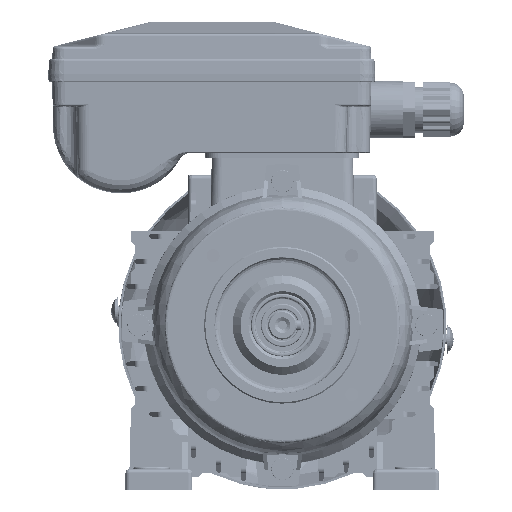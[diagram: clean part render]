
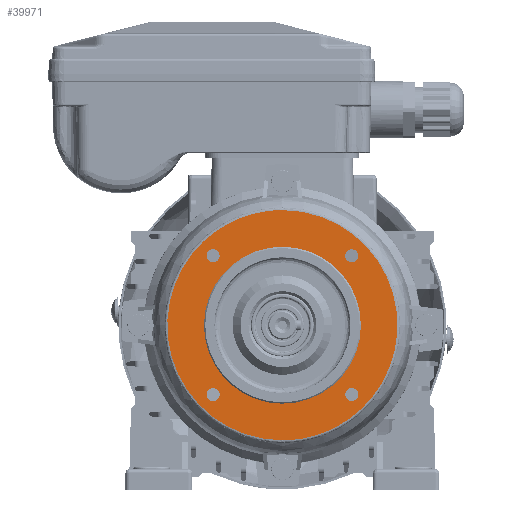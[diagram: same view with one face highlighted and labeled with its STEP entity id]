
A CAD part, front view. The second image highlights one B-rep face of the part: STEP entity #39971.
In plain terms, the highlighted planar face has unit normal (0, -1, 0).
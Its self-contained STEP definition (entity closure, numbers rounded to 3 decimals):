
#1359 = ORIENTED_EDGE ( 'NONE', *, *, #82206, .T. ) ;
#5239 = EDGE_CURVE ( 'NONE', #86507, #136461, #28839, .T. ) ;
#5844 = CARTESIAN_POINT ( 'NONE',  ( 0., -25., 44. ) ) ;
#6708 = CARTESIAN_POINT ( 'NONE',  ( 26.517, -25., 26.517 ) ) ;
#9175 = DIRECTION ( 'NONE',  ( 0., 0., 1. ) ) ;
#9751 = CARTESIAN_POINT ( 'NONE',  ( -26.517, -25., -26.517 ) ) ;
#18694 = EDGE_LOOP ( 'NONE', ( #57259, #136462 ) ) ;
#20926 = DIRECTION ( 'NONE',  ( 0., 1., 0. ) ) ;
#25375 = CARTESIAN_POINT ( 'NONE',  ( 26.517, -25., 29.017 ) ) ;
#28839 = CIRCLE ( 'NONE', #120049, 30. ) ;
#30362 = CIRCLE ( 'NONE', #113176, 2.5 ) ;
#32383 = CARTESIAN_POINT ( 'NONE',  ( 26.517, -25., -24.017 ) ) ;
#34581 = EDGE_CURVE ( 'NONE', #79183, #83365, #88303, .T. ) ;
#38684 = ORIENTED_EDGE ( 'NONE', *, *, #43813, .T. ) ;
#39971 = ADVANCED_FACE ( 'NONE', ( #72745, #150301, #157659, #51021, #160010, #118848 ), #186367, .F. ) ;
#43664 = CARTESIAN_POINT ( 'NONE',  ( 0., -25., 44. ) ) ;
#43813 = EDGE_CURVE ( 'NONE', #112378, #132307, #30362, .T. ) ;
#44235 = CIRCLE ( 'NONE', #107466, 2.5 ) ;
#44496 = CARTESIAN_POINT ( 'NONE',  ( 26.517, -25., 24.017 ) ) ;
#46573 = EDGE_CURVE ( 'NONE', #59559, #158169, #93984, .T. ) ;
#47016 = DIRECTION ( 'NONE',  ( 0., 1., 0. ) ) ;
#48453 = CIRCLE ( 'NONE', #103191, 2.5 ) ;
#48832 =( BOUNDED_CURVE ( )  B_SPLINE_CURVE ( 3, ( #43664, #168250, #167575, #75474 ),
 .UNSPECIFIED., .F., .F. ) 
 B_SPLINE_CURVE_WITH_KNOTS ( ( 4, 4 ),
 ( 0.5, 1. ),
 .UNSPECIFIED. ) 
 CURVE ( )  GEOMETRIC_REPRESENTATION_ITEM ( )  RATIONAL_B_SPLINE_CURVE ( ( 1., 0.333, 0.333, 1. ) ) 
 REPRESENTATION_ITEM ( '' )  );
#50409 = ORIENTED_EDGE ( 'NONE', *, *, #112420, .T. ) ;
#51021 = FACE_BOUND ( 'NONE', #120858, .T. ) ;
#52254 = DIRECTION ( 'NONE',  ( 0., 1., 0. ) ) ;
#52698 = DIRECTION ( 'NONE',  ( 0., 0., 1. ) ) ;
#54600 = EDGE_LOOP ( 'NONE', ( #102496, #50409 ) ) ;
#54815 = EDGE_CURVE ( 'NONE', #136461, #86507, #138353, .T. ) ;
#55914 = DIRECTION ( 'NONE',  ( 0., 1., 0. ) ) ;
#57259 = ORIENTED_EDGE ( 'NONE', *, *, #54815, .F. ) ;
#58595 = CARTESIAN_POINT ( 'NONE',  ( -26.517, -25., 26.517 ) ) ;
#59559 = VERTEX_POINT ( 'NONE', #147946 ) ;
#61812 = EDGE_CURVE ( 'NONE', #158169, #59559, #44235, .T. ) ;
#62535 = DIRECTION ( 'NONE',  ( 0., 0., 1. ) ) ;
#64022 = CARTESIAN_POINT ( 'NONE',  ( -26.517, -25., -29.017 ) ) ;
#64425 = CARTESIAN_POINT ( 'NONE',  ( -88., -25., -44. ) ) ;
#66168 = DIRECTION ( 'NONE',  ( 0., -1., 0. ) ) ;
#66584 = CARTESIAN_POINT ( 'NONE',  ( 0., -25., -30. ) ) ;
#66783 = CARTESIAN_POINT ( 'NONE',  ( 0., -25., 30. ) ) ;
#66989 = CIRCLE ( 'NONE', #163952, 2.5 ) ;
#71558 = CARTESIAN_POINT ( 'NONE',  ( 26.517, -25., 26.517 ) ) ;
#71797 = EDGE_CURVE ( 'NONE', #132307, #112378, #48453, .T. ) ;
#72745 = FACE_BOUND ( 'NONE', #175608, .T. ) ;
#75474 = CARTESIAN_POINT ( 'NONE',  ( 0., -25., -44. ) ) ;
#76084 = CARTESIAN_POINT ( 'NONE',  ( -26.517, -25., 24.017 ) ) ;
#79183 = VERTEX_POINT ( 'NONE', #148102 ) ;
#81087 = DIRECTION ( 'NONE',  ( 0., 1., 0. ) ) ;
#81124 = DIRECTION ( 'NONE',  ( 0., 0., -1. ) ) ;
#82206 = EDGE_CURVE ( 'NONE', #157349, #115759, #102658, .T. ) ;
#82984 = EDGE_LOOP ( 'NONE', ( #101161, #179305 ) ) ;
#83365 = VERTEX_POINT ( 'NONE', #64022 ) ;
#84137 = AXIS2_PLACEMENT_3D ( 'NONE', #107365, #47016, #62535 ) ;
#85199 = EDGE_CURVE ( 'NONE', #115759, #157349, #111417, .T. ) ;
#86507 = VERTEX_POINT ( 'NONE', #66783 ) ;
#88303 = CIRCLE ( 'NONE', #191699, 2.5 ) ;
#89706 = EDGE_CURVE ( 'NONE', #131609, #199582, #48832, .T. ) ;
#93984 = CIRCLE ( 'NONE', #156168, 2.5 ) ;
#95289 = CARTESIAN_POINT ( 'NONE',  ( 0., -25., -44. ) ) ;
#96619 = ORIENTED_EDGE ( 'NONE', *, *, #46573, .T. ) ;
#98059 = ORIENTED_EDGE ( 'NONE', *, *, #61812, .T. ) ;
#98478 = AXIS2_PLACEMENT_3D ( 'NONE', #127163, #81087, #128500 ) ;
#99655 = DIRECTION ( 'NONE',  ( 0., 0., 1. ) ) ;
#101161 = ORIENTED_EDGE ( 'NONE', *, *, #108649, .F. ) ;
#102496 = ORIENTED_EDGE ( 'NONE', *, *, #34581, .T. ) ;
#102658 = CIRCLE ( 'NONE', #147377, 2.5 ) ;
#103191 = AXIS2_PLACEMENT_3D ( 'NONE', #6708, #52254, #99655 ) ;
#103357 = DIRECTION ( 'NONE',  ( 0., 0., 1. ) ) ;
#103671 = DIRECTION ( 'NONE',  ( 0., 1., 0. ) ) ;
#105795 = CARTESIAN_POINT ( 'NONE',  ( -26.517, -25., 29.017 ) ) ;
#106519 = CARTESIAN_POINT ( 'NONE',  ( 0., -25., 44. ) ) ;
#107168 =( BOUNDED_CURVE ( )  B_SPLINE_CURVE ( 3, ( #142353, #64425, #199073, #106519 ),
 .UNSPECIFIED., .F., .T. ) 
 B_SPLINE_CURVE_WITH_KNOTS ( ( 4, 4 ),
 ( 0., 0.5 ),
 .UNSPECIFIED. ) 
 CURVE ( )  GEOMETRIC_REPRESENTATION_ITEM ( )  RATIONAL_B_SPLINE_CURVE ( ( 1., 0.333, 0.333, 1. ) ) 
 REPRESENTATION_ITEM ( '' )  );
#107365 = CARTESIAN_POINT ( 'NONE',  ( -44., -25., 0. ) ) ;
#107466 = AXIS2_PLACEMENT_3D ( 'NONE', #137498, #103671, #120582 ) ;
#108649 = EDGE_CURVE ( 'NONE', #199582, #131609, #107168, .T. ) ;
#110179 = DIRECTION ( 'NONE',  ( 0., 0., -1. ) ) ;
#111417 = CIRCLE ( 'NONE', #98478, 2.5 ) ;
#112150 = CARTESIAN_POINT ( 'NONE',  ( 0., -25., 0. ) ) ;
#112378 = VERTEX_POINT ( 'NONE', #25375 ) ;
#112420 = EDGE_CURVE ( 'NONE', #83365, #79183, #66989, .T. ) ;
#113176 = AXIS2_PLACEMENT_3D ( 'NONE', #71558, #179845, #9175 ) ;
#113820 = CARTESIAN_POINT ( 'NONE',  ( 26.517, -25., -26.517 ) ) ;
#114336 = CARTESIAN_POINT ( 'NONE',  ( -26.517, -25., -26.517 ) ) ;
#115759 = VERTEX_POINT ( 'NONE', #105795 ) ;
#118848 = FACE_BOUND ( 'NONE', #18694, .T. ) ;
#120049 = AXIS2_PLACEMENT_3D ( 'NONE', #158295, #66168, #81124 ) ;
#120582 = DIRECTION ( 'NONE',  ( 0., 0., 1. ) ) ;
#120858 = EDGE_LOOP ( 'NONE', ( #98059, #96619 ) ) ;
#127163 = CARTESIAN_POINT ( 'NONE',  ( -26.517, -25., 26.517 ) ) ;
#128500 = DIRECTION ( 'NONE',  ( 0., 0., 1. ) ) ;
#129390 = DIRECTION ( 'NONE',  ( 0., 0., 1. ) ) ;
#129917 = DIRECTION ( 'NONE',  ( 0., 1., 0. ) ) ;
#131609 = VERTEX_POINT ( 'NONE', #5844 ) ;
#132307 = VERTEX_POINT ( 'NONE', #44496 ) ;
#136462 = ORIENTED_EDGE ( 'NONE', *, *, #5239, .F. ) ;
#136461 = VERTEX_POINT ( 'NONE', #66584 ) ;
#136621 = ORIENTED_EDGE ( 'NONE', *, *, #85199, .T. ) ;
#137498 = CARTESIAN_POINT ( 'NONE',  ( 26.517, -25., -26.517 ) ) ;
#138353 = CIRCLE ( 'NONE', #158317, 30. ) ;
#142353 = CARTESIAN_POINT ( 'NONE',  ( 0., -25., -44. ) ) ;
#147377 = AXIS2_PLACEMENT_3D ( 'NONE', #58595, #55914, #148636 ) ;
#147946 = CARTESIAN_POINT ( 'NONE',  ( 26.517, -25., -29.017 ) ) ;
#148102 = CARTESIAN_POINT ( 'NONE',  ( -26.517, -25., -24.017 ) ) ;
#148636 = DIRECTION ( 'NONE',  ( 0., 0., 1. ) ) ;
#150301 = FACE_BOUND ( 'NONE', #187442, .T. ) ;
#156168 = AXIS2_PLACEMENT_3D ( 'NONE', #113820, #20926, #129390 ) ;
#157349 = VERTEX_POINT ( 'NONE', #76084 ) ;
#157659 = FACE_BOUND ( 'NONE', #54600, .T. ) ;
#158169 = VERTEX_POINT ( 'NONE', #32383 ) ;
#158295 = CARTESIAN_POINT ( 'NONE',  ( 0., -25., 0. ) ) ;
#158317 = AXIS2_PLACEMENT_3D ( 'NONE', #112150, #173046, #110179 ) ;
#160010 = FACE_OUTER_BOUND ( 'NONE', #82984, .T. ) ;
#163952 = AXIS2_PLACEMENT_3D ( 'NONE', #9751, #165624, #103357 ) ;
#165624 = DIRECTION ( 'NONE',  ( 0., 1., 0. ) ) ;
#167575 = CARTESIAN_POINT ( 'NONE',  ( 88., -25., -44. ) ) ;
#168250 = CARTESIAN_POINT ( 'NONE',  ( 88., -25., 44. ) ) ;
#173046 = DIRECTION ( 'NONE',  ( 0., -1., 0. ) ) ;
#175608 = EDGE_LOOP ( 'NONE', ( #38684, #189310 ) ) ;
#179305 = ORIENTED_EDGE ( 'NONE', *, *, #89706, .F. ) ;
#179845 = DIRECTION ( 'NONE',  ( 0., 1., 0. ) ) ;
#186367 = PLANE ( 'NONE',  #84137 ) ;
#187442 = EDGE_LOOP ( 'NONE', ( #136621, #1359 ) ) ;
#189310 = ORIENTED_EDGE ( 'NONE', *, *, #71797, .T. ) ;
#191699 = AXIS2_PLACEMENT_3D ( 'NONE', #114336, #129917, #52698 ) ;
#199073 = CARTESIAN_POINT ( 'NONE',  ( -88., -25., 44. ) ) ;
#199582 = VERTEX_POINT ( 'NONE', #95289 ) ;
